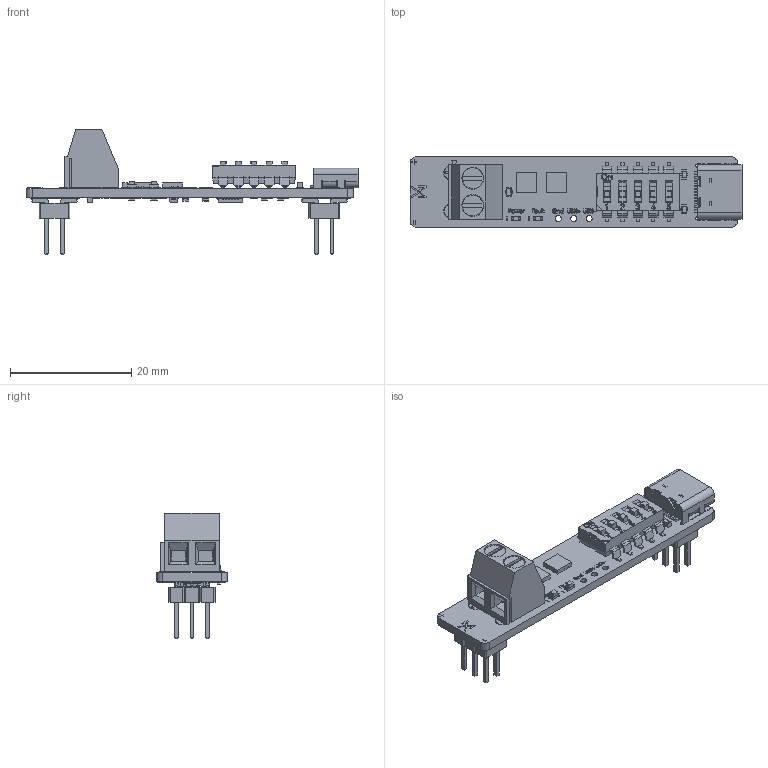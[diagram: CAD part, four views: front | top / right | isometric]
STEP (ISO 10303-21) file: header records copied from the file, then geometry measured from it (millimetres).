
FILE_DESCRIPTION(('KiCad electronic assembly'),'2;1');
FILE_NAME('STP_BrodBoost-PD.step','2025-04-11T14:45:33',('Pcbnew'),( 'Kicad'),'Open CASCADE STEP processor 7.8','KiCad to STEP converter' ,'Unknown');
FILE_SCHEMA(('AUTOMOTIVE_DESIGN { 1 0 10303 214 1 1 1 1 }'));
Length unit declared in the file: millimetre
Products named in the file (18): STP_BrodBoost-PD 1; TerminalBlock_Phoenix_MKDS-1,5-2_1x02_P5.00mm_Horizontal; C_0603_1608Metric; Diodes_PowerDI3333-8; LED_0603_1608Metric; SMD DIP SWITCH 5P; Type-C 16P; C_0402_1005Metric; R_0402_1005Metric; D_SOD-323F; PinHeader_2x03_P2.54mm_Vertical_SMD; CYPD3177-24LQXQ; Body; ThermalPin; PinsArrayLR; PinsArrayTB; BrodBoost-PD_silkscreen; BrodBoost-PD_PCB
Assembly tree (40 placements, depth 3):
  STP_BrodBoost-PD 1
    TerminalBlock_Phoenix_MKDS-1,5-2_1x02_P5.00mm_Horizontal
    C_0603_1608Metric  x3
    Diodes_PowerDI3333-8  x2
    LED_0603_1608Metric  x2
    SMD DIP SWITCH 5P
    Type-C 16P
    C_0402_1005Metric  x6
    R_0402_1005Metric  x14
    D_SOD-323F
    PinHeader_2x03_P2.54mm_Vertical_SMD  x2
    CYPD3177-24LQXQ
      Body
      ThermalPin
      PinsArrayLR
      PinsArrayTB
    BrodBoost-PD_silkscreen
    BrodBoost-PD_PCB
Bounding box: 54.76 x 11.6 x 20.71 mm (x, y, z)
Volume: 2137.5 mm3; surface area: 4220.9 mm2
Topology: 75 solids, 211 shells, 2696 faces, 8588 edges, 6209 vertices
Faces by surface type: plane 1873, cylinder 646, bspline 133, torus 24, sphere 20
Full cylindrical faces by diameter (mm): 0.5 x1, 0.57 x5, 0.6 x15, 0.65 x2, 1 x3, 1.3 x2, 2.4 x1
Entity records: 79618 total; most frequent: CARTESIAN_POINT 15737, DIRECTION 11383, ORIENTED_EDGE 11357, EDGE_CURVE 6597, VERTEX_POINT 4907, LINE 4837, VECTOR 4837, AXIS2_PLACEMENT_3D 3273
